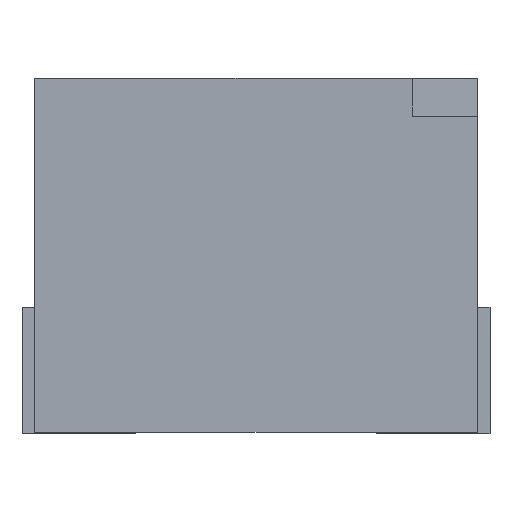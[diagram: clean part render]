
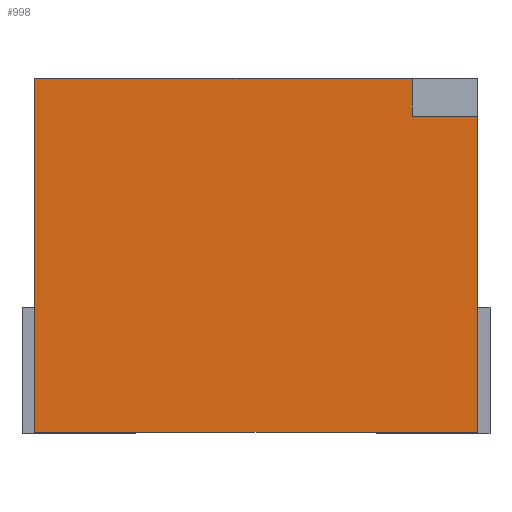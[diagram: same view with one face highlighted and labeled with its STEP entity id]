
A CAD part, front view. The second image highlights one B-rep face of the part: STEP entity #998.
In plain terms, the highlighted planar face has unit normal (0, -1, 0).
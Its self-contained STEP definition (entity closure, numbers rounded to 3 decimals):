
#962 = EDGE_CURVE('',#963,#965,#967,.T.);
#963 = VERTEX_POINT('',#964);
#964 = CARTESIAN_POINT('',(-1.75,-1.75,0.));
#965 = VERTEX_POINT('',#966);
#966 = CARTESIAN_POINT('',(-1.75,-1.75,2.8));
#967 = LINE('',#968,#969);
#968 = CARTESIAN_POINT('',(-1.75,-1.75,0.));
#969 = VECTOR('',#970,1.);
#970 = DIRECTION('',(0.,0.,1.));
#998 = ADVANCED_FACE('',(#999),#1040,.F.);
#999 = FACE_BOUND('',#1000,.F.);
#1000 = EDGE_LOOP('',(#1001,#1011,#1017,#1018,#1026,#1034));
#1001 = ORIENTED_EDGE('',*,*,#1002,.F.);
#1002 = EDGE_CURVE('',#1003,#1005,#1007,.T.);
#1003 = VERTEX_POINT('',#1004);
#1004 = CARTESIAN_POINT('',(1.75,-1.75,0.));
#1005 = VERTEX_POINT('',#1006);
#1006 = CARTESIAN_POINT('',(1.75,-1.75,2.5));
#1007 = LINE('',#1008,#1009);
#1008 = CARTESIAN_POINT('',(1.75,-1.75,0.));
#1009 = VECTOR('',#1010,1.);
#1010 = DIRECTION('',(0.,0.,1.));
#1011 = ORIENTED_EDGE('',*,*,#1012,.F.);
#1012 = EDGE_CURVE('',#963,#1003,#1013,.T.);
#1013 = LINE('',#1014,#1015);
#1014 = CARTESIAN_POINT('',(-1.75,-1.75,0.));
#1015 = VECTOR('',#1016,1.);
#1016 = DIRECTION('',(1.,0.,0.));
#1017 = ORIENTED_EDGE('',*,*,#962,.T.);
#1018 = ORIENTED_EDGE('',*,*,#1019,.T.);
#1019 = EDGE_CURVE('',#965,#1020,#1022,.T.);
#1020 = VERTEX_POINT('',#1021);
#1021 = CARTESIAN_POINT('',(1.236,-1.75,2.8));
#1022 = LINE('',#1023,#1024);
#1023 = CARTESIAN_POINT('',(-1.75,-1.75,2.8));
#1024 = VECTOR('',#1025,1.);
#1025 = DIRECTION('',(1.,0.,0.));
#1026 = ORIENTED_EDGE('',*,*,#1027,.F.);
#1027 = EDGE_CURVE('',#1028,#1020,#1030,.T.);
#1028 = VERTEX_POINT('',#1029);
#1029 = CARTESIAN_POINT('',(1.236,-1.75,2.5));
#1030 = LINE('',#1031,#1032);
#1031 = CARTESIAN_POINT('',(1.236,-1.75,1.25));
#1032 = VECTOR('',#1033,1.);
#1033 = DIRECTION('',(0.,-0.,1.));
#1034 = ORIENTED_EDGE('',*,*,#1035,.T.);
#1035 = EDGE_CURVE('',#1028,#1005,#1036,.T.);
#1036 = LINE('',#1037,#1038);
#1037 = CARTESIAN_POINT('',(0.225,-1.75,2.5));
#1038 = VECTOR('',#1039,1.);
#1039 = DIRECTION('',(1.,0.,0.));
#1040 = PLANE('',#1041);
#1041 = AXIS2_PLACEMENT_3D('',#1042,#1043,#1044);
#1042 = CARTESIAN_POINT('',(-1.75,-1.75,0.));
#1043 = DIRECTION('',(0.,1.,0.));
#1044 = DIRECTION('',(0.,0.,1.));
